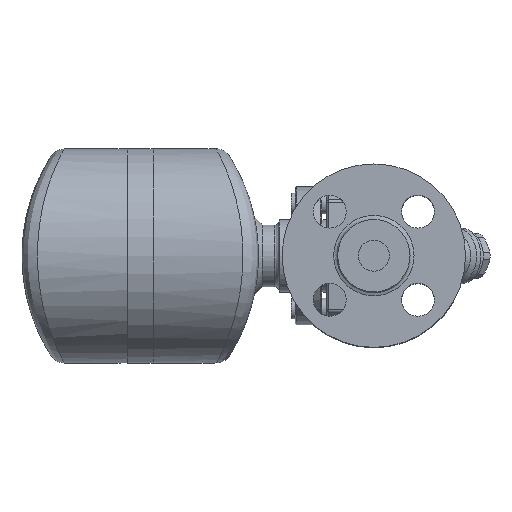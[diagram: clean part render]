
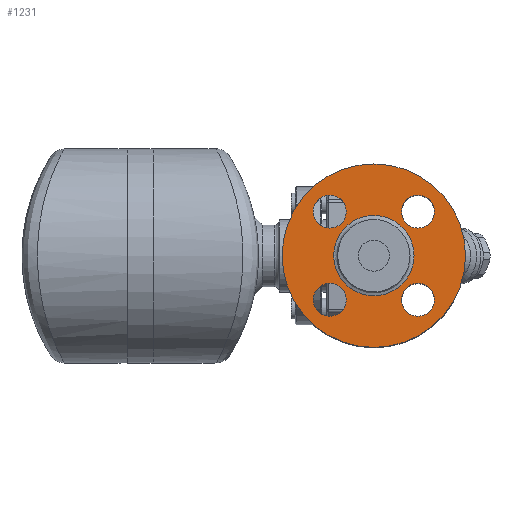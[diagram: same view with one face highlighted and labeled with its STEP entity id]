
A CAD part, top view. The second image highlights one B-rep face of the part: STEP entity #1231.
In plain terms, the highlighted planar face has unit normal (0, 0, 1).
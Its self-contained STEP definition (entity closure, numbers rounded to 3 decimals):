
#678=CARTESIAN_POINT('',(128.39,13.39,92.4));
#679=VERTEX_POINT('',#678);
#680=CARTESIAN_POINT('',(128.39,21.39,92.4));
#681=DIRECTION('',(0.0,0.0,-1.0));
#682=DIRECTION('',(0.0,-1.0,0.0));
#683=AXIS2_PLACEMENT_3D('',#680,#681,#682);
#684=CIRCLE('',#683,8.0);
#685=EDGE_CURVE('',#679,#679,#684,.T.);
#727=CARTESIAN_POINT('',(120.39,-21.39,92.4));
#728=VERTEX_POINT('',#727);
#729=CARTESIAN_POINT('',(128.39,-21.39,92.4));
#730=DIRECTION('',(0.0,0.0,-1.0));
#731=DIRECTION('',(-1.0,0.0,0.0));
#732=AXIS2_PLACEMENT_3D('',#729,#730,#731);
#733=CIRCLE('',#732,8.0);
#734=EDGE_CURVE('',#728,#728,#733,.T.);
#776=CARTESIAN_POINT('',(85.61,-13.39,92.4));
#777=VERTEX_POINT('',#776);
#778=CARTESIAN_POINT('',(85.61,-21.39,92.4));
#779=DIRECTION('',(0.0,0.0,-1.0));
#780=DIRECTION('',(0.0,1.0,0.0));
#781=AXIS2_PLACEMENT_3D('',#778,#779,#780);
#782=CIRCLE('',#781,8.0);
#783=EDGE_CURVE('',#777,#777,#782,.T.);
#953=CARTESIAN_POINT('',(93.61,21.39,92.4));
#954=VERTEX_POINT('',#953);
#955=CARTESIAN_POINT('',(85.61,21.39,92.4));
#956=DIRECTION('',(0.0,0.0,-1.0));
#957=DIRECTION('',(1.0,0.0,0.0));
#958=AXIS2_PLACEMENT_3D('',#955,#956,#957);
#959=CIRCLE('',#958,8.0);
#960=EDGE_CURVE('',#954,#954,#959,.T.);
#1177=CARTESIAN_POINT('',(87.49,0.,92.4));
#1178=VERTEX_POINT('',#1177);
#1179=CARTESIAN_POINT('',(107.0,0.0,92.4));
#1180=DIRECTION('',(0.0,0.0,1.0));
#1181=DIRECTION('',(1.0,0.0,0.0));
#1182=AXIS2_PLACEMENT_3D('',#1179,#1180,#1181);
#1183=CIRCLE('',#1182,19.51);
#1184=EDGE_CURVE('',#1178,#1178,#1183,.T.);
#1200=CARTESIAN_POINT('',(138.025,0.0,92.4));
#1201=DIRECTION('',(0.0,0.0,1.0));
#1202=DIRECTION('',(1.0,0.0,0.0));
#1203=AXIS2_PLACEMENT_3D('',#1200,#1201,#1202);
#1204=PLANE('',#1203);
#1205=CARTESIAN_POINT('',(151.5,0.0,92.4));
#1206=VERTEX_POINT('',#1205);
#1207=CARTESIAN_POINT('',(107.0,0.0,92.4));
#1208=DIRECTION('',(0.0,0.0,1.0));
#1209=DIRECTION('',(1.0,0.0,0.0));
#1210=AXIS2_PLACEMENT_3D('',#1207,#1208,#1209);
#1211=CIRCLE('',#1210,44.5);
#1212=EDGE_CURVE('',#1206,#1206,#1211,.T.);
#1213=ORIENTED_EDGE('',*,*,#1212,.T.);
#1214=EDGE_LOOP('',(#1213));
#1215=FACE_OUTER_BOUND('',#1214,.T.);
#1216=ORIENTED_EDGE('',*,*,#685,.T.);
#1217=EDGE_LOOP('',(#1216));
#1218=FACE_BOUND('',#1217,.T.);
#1219=ORIENTED_EDGE('',*,*,#734,.T.);
#1220=EDGE_LOOP('',(#1219));
#1221=FACE_BOUND('',#1220,.T.);
#1222=ORIENTED_EDGE('',*,*,#783,.T.);
#1223=EDGE_LOOP('',(#1222));
#1224=FACE_BOUND('',#1223,.T.);
#1225=ORIENTED_EDGE('',*,*,#960,.T.);
#1226=EDGE_LOOP('',(#1225));
#1227=FACE_BOUND('',#1226,.T.);
#1228=ORIENTED_EDGE('',*,*,#1184,.F.);
#1229=EDGE_LOOP('',(#1228));
#1230=FACE_BOUND('',#1229,.T.);
#1231=ADVANCED_FACE('',(#1215,#1218,#1221,#1224,#1227,#1230),#1204,.T.);
